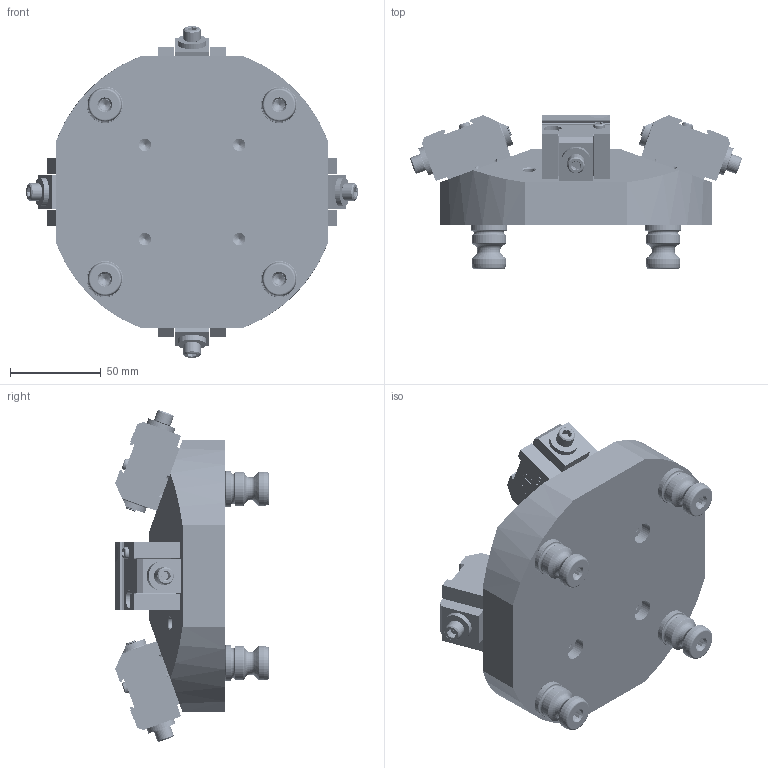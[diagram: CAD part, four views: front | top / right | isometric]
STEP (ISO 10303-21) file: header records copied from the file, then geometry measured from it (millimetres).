
FILE_DESCRIPTION (( 'STEP AP214' ), '1' );
FILE_NAME ('R52-P4D115.STEP', '2019-05-12T18:04:35', ( '' ), ( '' ), 'SwSTEP 2.0', 'SolidWorks 2018', '' );
FILE_SCHEMA (( 'AUTOMOTIVE_DESIGN' ));
Length unit declared in the file: millimetre
Products named in the file (14): R52-P4D115; PS20F; 39874.CPSS_91390A162; PS20F-1_HARD TURN; D115; 72098_91251A441; HW.LCM110E01M; 73072_DEFAULT; HW.0250.FW_DEFAULT; SLD25_SLD25; CDS25; LP250_NO THREADS ; D115-1; P4D115-1_ER COLLET FIXTURE PYRAMID
Assembly tree (22 placements, depth 3):
  R52-P4D115
    P4D115-1_ER COLLET FIXTURE PYRAMID
    D115  x4
      D115-1
      LP250_NO THREADS 
      CDS25
      SLD25_SLD25
      HW.0250.FW_DEFAULT
      73072_DEFAULT
      HW.LCM110E01M
      72098_91251A441
    PS20F  x4
      PS20F-1_HARD TURN
      39874.CPSS_91390A162
Bounding box: 182.81 x 84.63 x 182.81 mm (x, y, z)
Volume: 794476.9 mm3; surface area: 165298.1 mm2
Topology: 53 solids, 53 shells, 7562 faces, 20320 edges, 13256 vertices
Faces by surface type: plane 3142, cylinder 1992, bspline 1736, cone 556, torus 136
Entity records: 95916 total; most frequent: CARTESIAN_POINT 41662, ORIENTED_EDGE 9794, DIRECTION 6967, EDGE_CURVE 4897, VERTEX_POINT 3194, VECTOR 2851, LINE 2851, AXIS2_PLACEMENT_3D 2058
